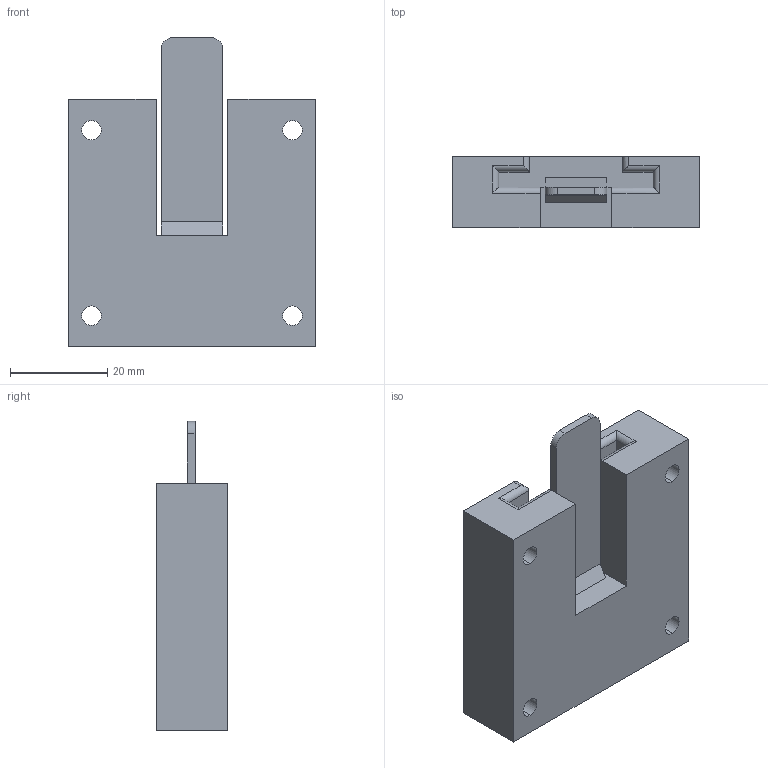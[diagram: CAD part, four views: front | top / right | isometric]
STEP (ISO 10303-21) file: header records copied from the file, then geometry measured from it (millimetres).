
FILE_DESCRIPTION (( 'STEP AP214' ), '1' );
FILE_NAME ('SlideLockMechanismV2.STEP', '2025-03-20T04:32:29', ( '' ), ( '' ), 'SwSTEP 2.0', 'SolidWorks 2024', '' );
FILE_SCHEMA (( 'AUTOMOTIVE_DESIGN' ));
Length unit declared in the file: inch
Products named in the file (1): SlideLockMechanismV2
Bounding box: 50.8 x 14.61 x 63.5 mm (x, y, z)
Volume: 27816 mm3; surface area: 11134.5 mm2
Topology: 1 solids, 1 shells, 44 faces, 120 edges, 78 vertices
Faces by surface type: plane 26, cylinder 18
Entity records: 1423 total; most frequent: CARTESIAN_POINT 261, ORIENTED_EDGE 240, DIRECTION 228, EDGE_CURVE 120, LINE 90, VECTOR 90, VERTEX_POINT 78, AXIS2_PLACEMENT_3D 69
